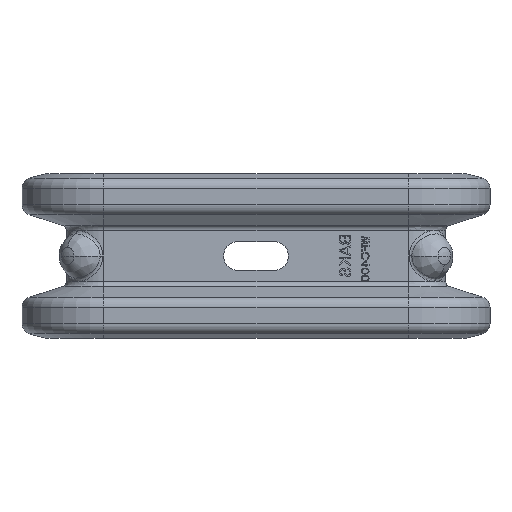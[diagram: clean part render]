
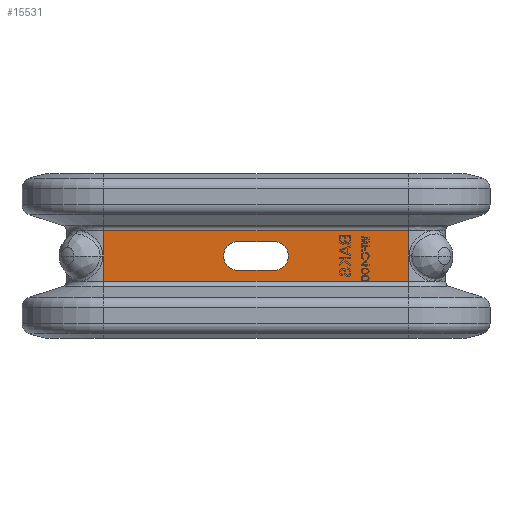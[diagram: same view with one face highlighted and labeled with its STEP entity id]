
A CAD part, left-side view. The second image highlights one B-rep face of the part: STEP entity #15531.
In plain terms, the highlighted planar face has unit normal (-1, 0, 0).
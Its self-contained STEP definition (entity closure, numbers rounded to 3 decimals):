
#572=DIRECTION('',(0.,1.,0.));
#573=VECTOR('',#572,117.);
#574=CARTESIAN_POINT('',(-457.,31.5,9.8));
#575=LINE('',#574,#573);
#3910=DIRECTION('',(0.,0.,1.));
#3911=VECTOR('',#3910,19.6);
#3912=CARTESIAN_POINT('',(-457.,148.5,-9.8));
#3913=LINE('',#3912,#3911);
#4258=DIRECTION('',(0.,0.,1.));
#4259=VECTOR('',#4258,19.6);
#4260=CARTESIAN_POINT('',(-457.,31.5,-9.8));
#4261=LINE('',#4260,#4259);
#4262=DIRECTION('',(0.,1.,0.));
#4263=VECTOR('',#4262,117.);
#4264=CARTESIAN_POINT('',(-457.,31.5,-9.8));
#4265=LINE('',#4264,#4263);
#4266=DIRECTION('',(0.,1.,0.));
#4267=VECTOR('',#4266,14.);
#4268=CARTESIAN_POINT('',(-457.,83.,5.5));
#4269=LINE('',#4268,#4267);
#4270=CARTESIAN_POINT('',(-457.,97.,0.));
#4271=DIRECTION('',(1.,0.,0.));
#4272=DIRECTION('',(0.,0.,-1.));
#4273=AXIS2_PLACEMENT_3D('',#4270,#4271,#4272);
#4275=DIRECTION('',(0.,-1.,0.));
#4276=VECTOR('',#4275,14.);
#4277=CARTESIAN_POINT('',(-457.,97.,-5.5));
#4278=LINE('',#4277,#4276);
#4279=CARTESIAN_POINT('',(-457.,83.,0.));
#4280=DIRECTION('',(1.,0.,0.));
#4281=DIRECTION('',(0.,0.,1.));
#4282=AXIS2_PLACEMENT_3D('',#4279,#4280,#4281);
#8965=CARTESIAN_POINT('',(-457.,31.5,-9.8));
#8966=VERTEX_POINT('',#8965);
#8967=CARTESIAN_POINT('',(-457.,31.5,9.8));
#8968=VERTEX_POINT('',#8967);
#8993=CARTESIAN_POINT('',(-457.,148.5,-9.8));
#8994=VERTEX_POINT('',#8993);
#8995=CARTESIAN_POINT('',(-457.,148.5,9.8));
#8996=VERTEX_POINT('',#8995);
#9221=CARTESIAN_POINT('',(-457.,83.,5.5));
#9222=CARTESIAN_POINT('',(-457.,97.,5.5));
#9223=VERTEX_POINT('',#9221);
#9224=VERTEX_POINT('',#9222);
#9225=CARTESIAN_POINT('',(-457.,97.,-5.5));
#9226=VERTEX_POINT('',#9225);
#9227=CARTESIAN_POINT('',(-457.,83.,-5.5));
#9228=VERTEX_POINT('',#9227);
#15509=CARTESIAN_POINT('',(-457.,31.5,-9.8));
#15510=DIRECTION('',(-1.,0.,0.));
#15511=DIRECTION('',(0.,0.,1.));
#15512=AXIS2_PLACEMENT_3D('',#15509,#15510,#15511);
#15513=PLANE('',#15512);
#15514=ORIENTED_EDGE('',*,*,#11987,.F.);
#15516=ORIENTED_EDGE('',*,*,#15515,.T.);
#15517=ORIENTED_EDGE('',*,*,#15205,.T.);
#15518=ORIENTED_EDGE('',*,*,#11954,.F.);
#15519=EDGE_LOOP('',(#15514,#15516,#15517,#15518));
#15520=FACE_OUTER_BOUND('',#15519,.F.);
#15522=ORIENTED_EDGE('',*,*,#15521,.T.);
#15524=ORIENTED_EDGE('',*,*,#15523,.F.);
#15526=ORIENTED_EDGE('',*,*,#15525,.T.);
#15528=ORIENTED_EDGE('',*,*,#15527,.F.);
#15529=EDGE_LOOP('',(#15522,#15524,#15526,#15528));
#15530=FACE_BOUND('',#15529,.F.);
#15531=ADVANCED_FACE('',(#15520,#15530),#15513,.T.);
#4274=CIRCLE('',#4273,5.5);
#4283=CIRCLE('',#4282,5.5);
#11954=EDGE_CURVE('',#8968,#8996,#575,.T.);
#11987=EDGE_CURVE('',#8966,#8968,#4261,.T.);
#15205=EDGE_CURVE('',#8994,#8996,#3913,.T.);
#15515=EDGE_CURVE('',#8966,#8994,#4265,.T.);
#15521=EDGE_CURVE('',#9223,#9224,#4269,.T.);
#15523=EDGE_CURVE('',#9226,#9224,#4274,.T.);
#15525=EDGE_CURVE('',#9226,#9228,#4278,.T.);
#15527=EDGE_CURVE('',#9223,#9228,#4283,.T.);
